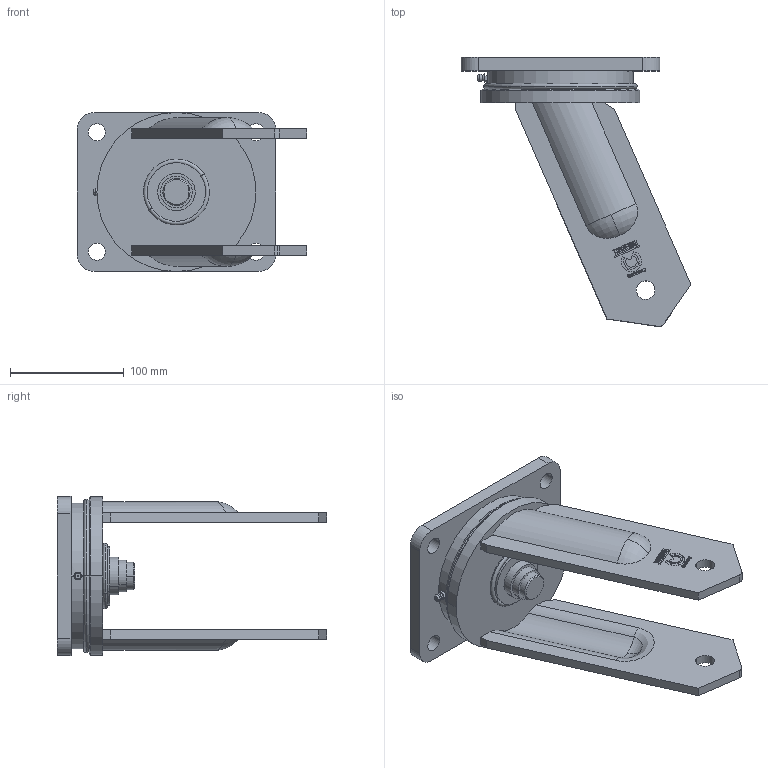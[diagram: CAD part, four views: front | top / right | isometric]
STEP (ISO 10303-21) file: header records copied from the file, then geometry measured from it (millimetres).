
FILE_DESCRIPTION (( 'STEP AP214' ), '1' );
FILE_NAME ('0019250.step', '2023-03-16T12:08:38', ( '' ), ( '' ), 'SwSTEP 2.0', 'SolidWorks 2020', '' );
FILE_SCHEMA (( 'AUTOMOTIVE_DESIGN' ));
Length unit declared in the file: millimetre
Products named in the file (1): 0019250
Bounding box: 202.41 x 237.01 x 140 mm (x, y, z)
Surface area: 176299 mm2 (no closed solid volume)
Topology: 0 solids, 13 shells, 271 faces, 1357 edges, 1061 vertices
Faces by surface type: plane 147, cylinder 55, bspline 41, torus 16, cone 10, sphere 2
Entity records: 19136 total; most frequent: CARTESIAN_POINT 7388, ORIENTED_EDGE 1866, EDGE_CURVE 1353, DIRECTION 1138, VERTEX_POINT 1059, B_SPLINE_CURVE_WITH_KNOTS 825, AXIS2_PLACEMENT_3D 387, VECTOR 364
